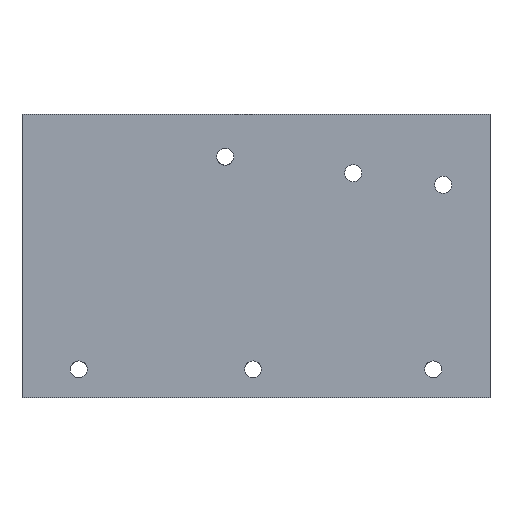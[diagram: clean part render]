
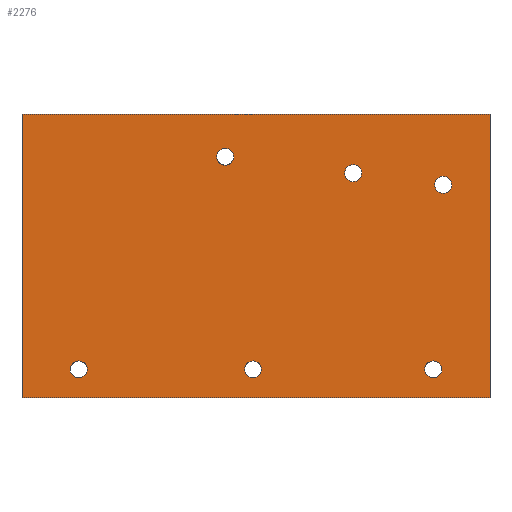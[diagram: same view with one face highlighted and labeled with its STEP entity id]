
A CAD part, front view. The second image highlights one B-rep face of the part: STEP entity #2276.
In plain terms, the highlighted planar face has unit normal (0, 1, 0).
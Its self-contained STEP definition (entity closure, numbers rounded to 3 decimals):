
#511=CARTESIAN_POINT('Vertex',(172.007,-26.5,51.282)) ;
#525=CARTESIAN_POINT('Vertex',(178.007,-26.5,51.282)) ;
#528=CARTESIAN_POINT('Axis2P3D Location',(175.007,-26.5,51.282)) ;
#550=CARTESIAN_POINT('Axis2P3D Location',(175.007,-26.5,51.282)) ;
#916=CARTESIAN_POINT('Vertex',(146.27,-26.5,55.377)) ;
#932=CARTESIAN_POINT('Vertex',(140.27,-26.5,55.377)) ;
#935=CARTESIAN_POINT('Axis2P3D Location',(143.27,-26.5,55.377)) ;
#957=CARTESIAN_POINT('Axis2P3D Location',(143.27,-26.5,55.377)) ;
#1911=CARTESIAN_POINT('Vertex',(43.47,-26.5,-13.8)) ;
#1918=CARTESIAN_POINT('Vertex',(49.47,-26.5,-13.8)) ;
#1921=CARTESIAN_POINT('Axis2P3D Location',(46.47,-26.5,-13.8)) ;
#1938=CARTESIAN_POINT('Axis2P3D Location',(46.47,-26.5,-13.8)) ;
#1959=CARTESIAN_POINT('Vertex',(104.912,-26.5,-13.8)) ;
#1966=CARTESIAN_POINT('Vertex',(110.912,-26.5,-13.8)) ;
#1969=CARTESIAN_POINT('Axis2P3D Location',(107.912,-26.5,-13.8)) ;
#1986=CARTESIAN_POINT('Axis2P3D Location',(107.912,-26.5,-13.8)) ;
#2007=CARTESIAN_POINT('Vertex',(168.47,-26.5,-13.8)) ;
#2014=CARTESIAN_POINT('Vertex',(174.47,-26.5,-13.8)) ;
#2017=CARTESIAN_POINT('Axis2P3D Location',(171.47,-26.5,-13.8)) ;
#2034=CARTESIAN_POINT('Axis2P3D Location',(171.47,-26.5,-13.8)) ;
#2055=CARTESIAN_POINT('Vertex',(101.144,-26.5,61.2)) ;
#2062=CARTESIAN_POINT('Vertex',(95.144,-26.5,61.2)) ;
#2065=CARTESIAN_POINT('Axis2P3D Location',(98.144,-26.5,61.2)) ;
#2082=CARTESIAN_POINT('Axis2P3D Location',(98.144,-26.5,61.2)) ;
#2103=CARTESIAN_POINT('Vertex',(191.47,-26.5,76.2)) ;
#2110=CARTESIAN_POINT('Vertex',(191.47,-26.5,-23.8)) ;
#2113=CARTESIAN_POINT('Line Origine',(191.47,-26.5,26.2)) ;
#2134=CARTESIAN_POINT('Vertex',(26.47,-26.5,-23.8)) ;
#2137=CARTESIAN_POINT('Line Origine',(108.97,-26.5,-23.8)) ;
#2158=CARTESIAN_POINT('Vertex',(26.47,-26.5,76.2)) ;
#2161=CARTESIAN_POINT('Line Origine',(26.47,-26.5,26.2)) ;
#2178=CARTESIAN_POINT('Line Origine',(108.97,-26.5,76.2)) ;
#2241=CARTESIAN_POINT('Axis2P3D Location',(0.,-26.5,0.)) ;
#529=DIRECTION('Axis2P3D Direction',(-0.,-1.,-0.)) ;
#551=DIRECTION('Axis2P3D Direction',(0.,-1.,-0.)) ;
#936=DIRECTION('Axis2P3D Direction',(0.,-1.,-0.)) ;
#958=DIRECTION('Axis2P3D Direction',(-0.,-1.,-0.)) ;
#1922=DIRECTION('Axis2P3D Direction',(-0.,-1.,-0.)) ;
#1939=DIRECTION('Axis2P3D Direction',(0.,-1.,-0.)) ;
#1970=DIRECTION('Axis2P3D Direction',(-0.,-1.,-0.)) ;
#1987=DIRECTION('Axis2P3D Direction',(0.,-1.,-0.)) ;
#2018=DIRECTION('Axis2P3D Direction',(-0.,-1.,-0.)) ;
#2035=DIRECTION('Axis2P3D Direction',(0.,-1.,-0.)) ;
#2066=DIRECTION('Axis2P3D Direction',(0.,-1.,-0.)) ;
#2083=DIRECTION('Axis2P3D Direction',(-0.,-1.,-0.)) ;
#2114=DIRECTION('Vector Direction',(0.,0.,1.)) ;
#2138=DIRECTION('Vector Direction',(1.,0.,0.)) ;
#2162=DIRECTION('Vector Direction',(0.,0.,-1.)) ;
#2179=DIRECTION('Vector Direction',(-1.,0.,0.)) ;
#2242=DIRECTION('Axis2P3D Direction',(0.,-1.,0.)) ;
#2243=DIRECTION('Axis2P3D XDirection',(1.,0.,0.)) ;
#530=AXIS2_PLACEMENT_3D('Circle Axis2P3D',#528,#529,$) ;
#552=AXIS2_PLACEMENT_3D('Circle Axis2P3D',#550,#551,$) ;
#937=AXIS2_PLACEMENT_3D('Circle Axis2P3D',#935,#936,$) ;
#959=AXIS2_PLACEMENT_3D('Circle Axis2P3D',#957,#958,$) ;
#1923=AXIS2_PLACEMENT_3D('Circle Axis2P3D',#1921,#1922,$) ;
#1940=AXIS2_PLACEMENT_3D('Circle Axis2P3D',#1938,#1939,$) ;
#1971=AXIS2_PLACEMENT_3D('Circle Axis2P3D',#1969,#1970,$) ;
#1988=AXIS2_PLACEMENT_3D('Circle Axis2P3D',#1986,#1987,$) ;
#2019=AXIS2_PLACEMENT_3D('Circle Axis2P3D',#2017,#2018,$) ;
#2036=AXIS2_PLACEMENT_3D('Circle Axis2P3D',#2034,#2035,$) ;
#2067=AXIS2_PLACEMENT_3D('Circle Axis2P3D',#2065,#2066,$) ;
#2084=AXIS2_PLACEMENT_3D('Circle Axis2P3D',#2082,#2083,$) ;
#2244=AXIS2_PLACEMENT_3D('Plane Axis2P3D',#2241,#2242,#2243) ;
#2247=ORIENTED_EDGE('',*,*,#2141,.F.) ;
#2248=ORIENTED_EDGE('',*,*,#2165,.F.) ;
#2249=ORIENTED_EDGE('',*,*,#2182,.F.) ;
#2250=ORIENTED_EDGE('',*,*,#2117,.F.) ;
#2253=ORIENTED_EDGE('',*,*,#1942,.F.) ;
#2254=ORIENTED_EDGE('',*,*,#1925,.F.) ;
#2257=ORIENTED_EDGE('',*,*,#1990,.F.) ;
#2258=ORIENTED_EDGE('',*,*,#1973,.F.) ;
#2261=ORIENTED_EDGE('',*,*,#2038,.F.) ;
#2262=ORIENTED_EDGE('',*,*,#2021,.F.) ;
#2265=ORIENTED_EDGE('',*,*,#554,.F.) ;
#2266=ORIENTED_EDGE('',*,*,#532,.F.) ;
#2269=ORIENTED_EDGE('',*,*,#939,.F.) ;
#2270=ORIENTED_EDGE('',*,*,#961,.F.) ;
#2273=ORIENTED_EDGE('',*,*,#2086,.F.) ;
#2274=ORIENTED_EDGE('',*,*,#2069,.F.) ;
#2255=FACE_BOUND('',#2252,.T.) ;
#2259=FACE_BOUND('',#2256,.T.) ;
#2263=FACE_BOUND('',#2260,.T.) ;
#2267=FACE_BOUND('',#2264,.T.) ;
#2271=FACE_BOUND('',#2268,.T.) ;
#2275=FACE_BOUND('',#2272,.T.) ;
#2115=VECTOR('Line Direction',#2114,1.) ;
#2139=VECTOR('Line Direction',#2138,1.) ;
#2163=VECTOR('Line Direction',#2162,1.) ;
#2180=VECTOR('Line Direction',#2179,1.) ;
#2276=ADVANCED_FACE('Assembler.1',(#2251,#2255,#2259,#2263,#2267,#2271,#2275),#2245,.F.) ;
#531=CIRCLE('generated circle',#530,3.) ;
#553=CIRCLE('generated circle',#552,3.) ;
#938=CIRCLE('generated circle',#937,3.) ;
#960=CIRCLE('generated circle',#959,3.) ;
#1924=CIRCLE('generated circle',#1923,3.) ;
#1941=CIRCLE('generated circle',#1940,3.) ;
#1972=CIRCLE('generated circle',#1971,3.) ;
#1989=CIRCLE('generated circle',#1988,3.) ;
#2020=CIRCLE('generated circle',#2019,3.) ;
#2037=CIRCLE('generated circle',#2036,3.) ;
#2068=CIRCLE('generated circle',#2067,3.) ;
#2085=CIRCLE('generated circle',#2084,3.) ;
#532=EDGE_CURVE('',#526,#512,#531,.F.) ;
#554=EDGE_CURVE('',#512,#526,#553,.F.) ;
#939=EDGE_CURVE('',#933,#917,#938,.F.) ;
#961=EDGE_CURVE('',#917,#933,#960,.F.) ;
#1925=EDGE_CURVE('',#1919,#1912,#1924,.F.) ;
#1942=EDGE_CURVE('',#1912,#1919,#1941,.F.) ;
#1973=EDGE_CURVE('',#1967,#1960,#1972,.F.) ;
#1990=EDGE_CURVE('',#1960,#1967,#1989,.F.) ;
#2021=EDGE_CURVE('',#2015,#2008,#2020,.F.) ;
#2038=EDGE_CURVE('',#2008,#2015,#2037,.F.) ;
#2069=EDGE_CURVE('',#2063,#2056,#2068,.F.) ;
#2086=EDGE_CURVE('',#2056,#2063,#2085,.F.) ;
#2117=EDGE_CURVE('',#2111,#2104,#2116,.T.) ;
#2141=EDGE_CURVE('',#2135,#2111,#2140,.T.) ;
#2165=EDGE_CURVE('',#2159,#2135,#2164,.T.) ;
#2182=EDGE_CURVE('',#2104,#2159,#2181,.T.) ;
#2246=EDGE_LOOP('',(#2247,#2248,#2249,#2250)) ;
#2252=EDGE_LOOP('',(#2253,#2254)) ;
#2256=EDGE_LOOP('',(#2257,#2258)) ;
#2260=EDGE_LOOP('',(#2261,#2262)) ;
#2264=EDGE_LOOP('',(#2265,#2266)) ;
#2268=EDGE_LOOP('',(#2269,#2270)) ;
#2272=EDGE_LOOP('',(#2273,#2274)) ;
#2251=FACE_OUTER_BOUND('',#2246,.T.) ;
#2116=LINE('Line',#2113,#2115) ;
#2140=LINE('Line',#2137,#2139) ;
#2164=LINE('Line',#2161,#2163) ;
#2181=LINE('Line',#2178,#2180) ;
#2245=PLANE('',#2244) ;
#512=VERTEX_POINT('',#511) ;
#526=VERTEX_POINT('',#525) ;
#917=VERTEX_POINT('',#916) ;
#933=VERTEX_POINT('',#932) ;
#1912=VERTEX_POINT('',#1911) ;
#1919=VERTEX_POINT('',#1918) ;
#1960=VERTEX_POINT('',#1959) ;
#1967=VERTEX_POINT('',#1966) ;
#2008=VERTEX_POINT('',#2007) ;
#2015=VERTEX_POINT('',#2014) ;
#2056=VERTEX_POINT('',#2055) ;
#2063=VERTEX_POINT('',#2062) ;
#2104=VERTEX_POINT('',#2103) ;
#2111=VERTEX_POINT('',#2110) ;
#2135=VERTEX_POINT('',#2134) ;
#2159=VERTEX_POINT('',#2158) ;
